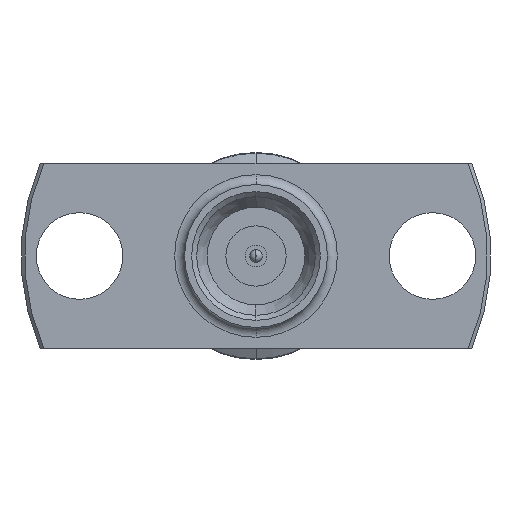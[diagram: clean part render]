
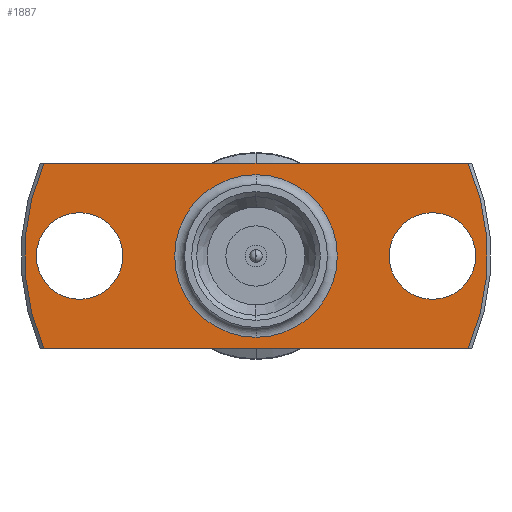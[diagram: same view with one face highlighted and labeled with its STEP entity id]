
A CAD part, left-side view. The second image highlights one B-rep face of the part: STEP entity #1887.
In plain terms, the highlighted planar face has unit normal (-1, 0, 0).
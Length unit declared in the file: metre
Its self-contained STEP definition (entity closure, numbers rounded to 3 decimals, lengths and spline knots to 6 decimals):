
#17 = AXIS2_PLACEMENT_3D ( 'NONE', #1641, #3051, #3707 ) ;
#159 = CIRCLE ( 'NONE', #596, 0.00131 ) ;
#184 = CARTESIAN_POINT ( 'NONE',  ( 0.00356, 0.005335, 0. ) ) ;
#193 = EDGE_CURVE ( 'NONE', #2340, #1716, #2124, .T. ) ;
#292 = DIRECTION ( 'NONE',  ( 0., 0., -1. ) ) ;
#309 = ORIENTED_EDGE ( 'NONE', *, *, #3512, .F. ) ;
#350 = DIRECTION ( 'NONE',  ( 0., -1., 0. ) ) ;
#451 = CIRCLE ( 'NONE', #3939, 0.00131 ) ;
#509 = CARTESIAN_POINT ( 'NONE',  ( 0.00356, -0.005335, 0.00131 ) ) ;
#596 = AXIS2_PLACEMENT_3D ( 'NONE', #715, #1708, #3791 ) ;
#642 = DIRECTION ( 'NONE',  ( 1., 0., 0. ) ) ;
#691 = CARTESIAN_POINT ( 'NONE',  ( 0.00356, -0.005335, 0. ) ) ;
#715 = CARTESIAN_POINT ( 'NONE',  ( 0.00356, 0.005335, 0. ) ) ;
#796 = CARTESIAN_POINT ( 'NONE',  ( 0.00356, 0., 0.00246 ) ) ;
#798 = DIRECTION ( 'NONE',  ( -1., 0., 0. ) ) ;
#850 = EDGE_LOOP ( 'NONE', ( #2548, #3197 ) ) ;
#852 = CIRCLE ( 'NONE', #3258, 0.007 ) ;
#940 = FACE_BOUND ( 'NONE', #2214, .T. ) ;
#975 = VERTEX_POINT ( 'NONE', #2729 ) ;
#1027 = EDGE_CURVE ( 'NONE', #2849, #3703, #3821, .T. ) ;
#1075 = DIRECTION ( 'NONE',  ( 0., 0., -1. ) ) ;
#1118 = DIRECTION ( 'NONE',  ( -1., 0., 0. ) ) ;
#1170 = VERTEX_POINT ( 'NONE', #1832 ) ;
#1171 = DIRECTION ( 'NONE',  ( 0., 0., 1. ) ) ;
#1219 = VERTEX_POINT ( 'NONE', #1763 ) ;
#1225 = DIRECTION ( 'NONE',  ( 0., 0., 1. ) ) ;
#1274 = EDGE_CURVE ( 'NONE', #2402, #975, #4254, .T. ) ;
#1282 = DIRECTION ( 'NONE',  ( 0., 1., 0. ) ) ;
#1322 = CARTESIAN_POINT ( 'NONE',  ( 0.00356, 0., 0. ) ) ;
#1487 = EDGE_LOOP ( 'NONE', ( #3020, #3231, #3270, #3966 ) ) ;
#1494 = CARTESIAN_POINT ( 'NONE',  ( 0.00356, 0., 0. ) ) ;
#1495 = ORIENTED_EDGE ( 'NONE', *, *, #3941, .F. ) ;
#1538 = AXIS2_PLACEMENT_3D ( 'NONE', #1494, #798, #3171 ) ;
#1557 = AXIS2_PLACEMENT_3D ( 'NONE', #3769, #642, #292 ) ;
#1601 = CARTESIAN_POINT ( 'NONE',  ( 0.00356, 0., 0. ) ) ;
#1641 = CARTESIAN_POINT ( 'NONE',  ( 0.00356, -0.005335, 0. ) ) ;
#1708 = DIRECTION ( 'NONE',  ( -1., 0., 0. ) ) ;
#1716 = VERTEX_POINT ( 'NONE', #509 ) ;
#1763 = CARTESIAN_POINT ( 'NONE',  ( 0.00356, 0.005335, 0.00131 ) ) ;
#1784 = AXIS2_PLACEMENT_3D ( 'NONE', #1322, #4101, #2722 ) ;
#1832 = CARTESIAN_POINT ( 'NONE',  ( 0.00356, 0.005335, -0.00131 ) ) ;
#1874 = EDGE_CURVE ( 'NONE', #3911, #3703, #3756, .T. ) ;
#1887 = ADVANCED_FACE ( 'NONE', ( #940, #3114, #4077, #2373 ), #4490, .F. ) ;
#1894 = EDGE_LOOP ( 'NONE', ( #3125, #1495 ) ) ;
#2124 = CIRCLE ( 'NONE', #17, 0.00131 ) ;
#2127 = EDGE_CURVE ( 'NONE', #1170, #1219, #2840, .T. ) ;
#2158 = CARTESIAN_POINT ( 'NONE',  ( 0.00356, -0.005335, -0.00131 ) ) ;
#2214 = EDGE_LOOP ( 'NONE', ( #309, #4141 ) ) ;
#2259 = CARTESIAN_POINT ( 'NONE',  ( 0.00356, -0.006416, 0.0028 ) ) ;
#2283 = VECTOR ( 'NONE', #1282, 1. ) ;
#2320 = DIRECTION ( 'NONE',  ( -1., 0., 0. ) ) ;
#2340 = VERTEX_POINT ( 'NONE', #2158 ) ;
#2373 = FACE_OUTER_BOUND ( 'NONE', #1487, .T. ) ;
#2402 = VERTEX_POINT ( 'NONE', #796 ) ;
#2509 = CARTESIAN_POINT ( 'NONE',  ( 0.00356, -0.006416, -0.0028 ) ) ;
#2548 = ORIENTED_EDGE ( 'NONE', *, *, #3385, .F. ) ;
#2579 = DIRECTION ( 'NONE',  ( -1., 0., 0. ) ) ;
#2608 = CARTESIAN_POINT ( 'NONE',  ( 0.00356, 0.006416, -0.0028 ) ) ;
#2722 = DIRECTION ( 'NONE',  ( 0., 0., 1. ) ) ;
#2729 = CARTESIAN_POINT ( 'NONE',  ( 0.00356, 0., -0.00246 ) ) ;
#2840 = CIRCLE ( 'NONE', #4502, 0.00131 ) ;
#2845 = LINE ( 'NONE', #4223, #2283 ) ;
#2849 = VERTEX_POINT ( 'NONE', #3496 ) ;
#2940 = CIRCLE ( 'NONE', #1538, 0.00246 ) ;
#3020 = ORIENTED_EDGE ( 'NONE', *, *, #4144, .T. ) ;
#3051 = DIRECTION ( 'NONE',  ( -1., 0., 0. ) ) ;
#3114 = FACE_BOUND ( 'NONE', #850, .T. ) ;
#3125 = ORIENTED_EDGE ( 'NONE', *, *, #1274, .F. ) ;
#3171 = DIRECTION ( 'NONE',  ( 0., 0., 1. ) ) ;
#3197 = ORIENTED_EDGE ( 'NONE', *, *, #2127, .F. ) ;
#3231 = ORIENTED_EDGE ( 'NONE', *, *, #3234, .F. ) ;
#3234 = EDGE_CURVE ( 'NONE', #3911, #3328, #2845, .T. ) ;
#3258 = AXIS2_PLACEMENT_3D ( 'NONE', #1601, #2320, #1225 ) ;
#3270 = ORIENTED_EDGE ( 'NONE', *, *, #1874, .T. ) ;
#3288 = DIRECTION ( 'NONE',  ( 0., 0., 1. ) ) ;
#3328 = VERTEX_POINT ( 'NONE', #2608 ) ;
#3385 = EDGE_CURVE ( 'NONE', #1219, #1170, #159, .T. ) ;
#3496 = CARTESIAN_POINT ( 'NONE',  ( 0.00356, 0.006416, 0.0028 ) ) ;
#3512 = EDGE_CURVE ( 'NONE', #1716, #2340, #451, .T. ) ;
#3535 = AXIS2_PLACEMENT_3D ( 'NONE', #4291, #4017, #1171 ) ;
#3703 = VERTEX_POINT ( 'NONE', #2259 ) ;
#3707 = DIRECTION ( 'NONE',  ( 0., 0., -1. ) ) ;
#3756 = CIRCLE ( 'NONE', #1784, 0.007 ) ;
#3769 = CARTESIAN_POINT ( 'NONE',  ( 0.00356, 0.007, 0. ) ) ;
#3791 = DIRECTION ( 'NONE',  ( 0., 0., 1. ) ) ;
#3797 = CARTESIAN_POINT ( 'NONE',  ( 0.00356, 0.006525, 0.0028 ) ) ;
#3821 = LINE ( 'NONE', #3797, #3828 ) ;
#3828 = VECTOR ( 'NONE', #350, 1. ) ;
#3911 = VERTEX_POINT ( 'NONE', #2509 ) ;
#3939 = AXIS2_PLACEMENT_3D ( 'NONE', #691, #1118, #1075 ) ;
#3941 = EDGE_CURVE ( 'NONE', #975, #2402, #2940, .T. ) ;
#3966 = ORIENTED_EDGE ( 'NONE', *, *, #1027, .F. ) ;
#4017 = DIRECTION ( 'NONE',  ( -1., 0., 0. ) ) ;
#4077 = FACE_BOUND ( 'NONE', #1894, .T. ) ;
#4101 = DIRECTION ( 'NONE',  ( -1., 0., 0. ) ) ;
#4141 = ORIENTED_EDGE ( 'NONE', *, *, #193, .F. ) ;
#4144 = EDGE_CURVE ( 'NONE', #2849, #3328, #852, .T. ) ;
#4223 = CARTESIAN_POINT ( 'NONE',  ( 0.00356, 0.006525, -0.0028 ) ) ;
#4254 = CIRCLE ( 'NONE', #3535, 0.00246 ) ;
#4291 = CARTESIAN_POINT ( 'NONE',  ( 0.00356, 0., 0. ) ) ;
#4490 = PLANE ( 'NONE',  #1557 ) ;
#4502 = AXIS2_PLACEMENT_3D ( 'NONE', #184, #2579, #3288 ) ;
